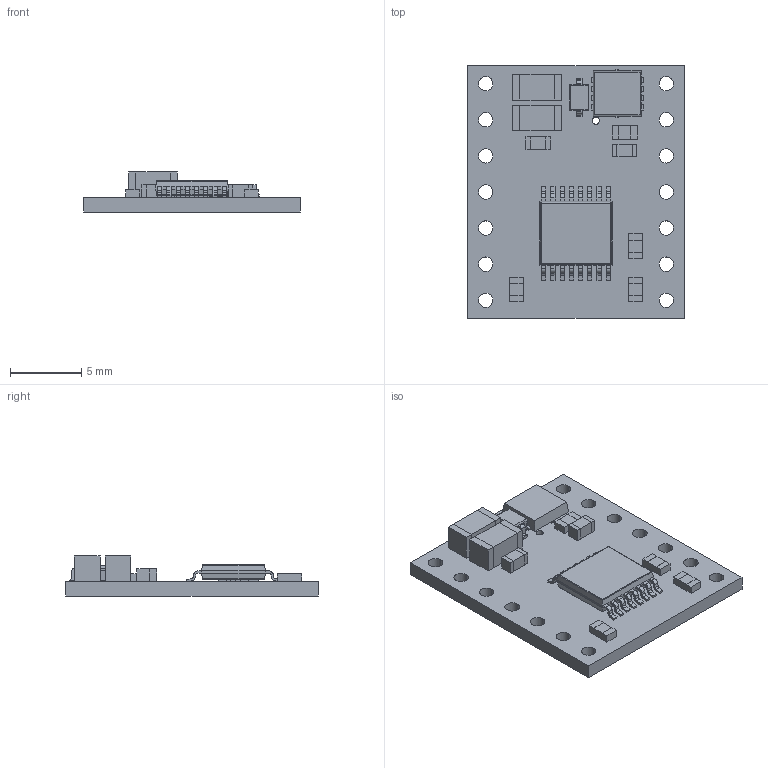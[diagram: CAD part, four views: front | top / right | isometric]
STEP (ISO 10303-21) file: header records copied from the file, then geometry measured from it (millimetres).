
FILE_DESCRIPTION (( 'STEP AP214' ), '1' );
FILE_NAME ('tb67h453fng-single-brushed-dc-motor-driver-carrier.step', '2025-03-05T01:31:43', ( '' ), ( '' ), 'SwSTEP 2.0', 'SolidWorks 2025', '' );
FILE_SCHEMA (( 'AUTOMOTIVE_DESIGN' ));
Length unit declared in the file: millimetre
Products named in the file (1): tb67h453fng-single-brushed-dc-motor-driver-carrier
Bounding box: 15.24 x 17.78 x 2.82 mm (x, y, z)
Volume: 328.6 mm3; surface area: 800.8 mm2
Topology: 1 solids, 1 shells, 869 faces, 2392 edges, 1556 vertices
Faces by surface type: plane 596, bspline 163, cylinder 110
Entity records: 42637 total; most frequent: CARTESIAN_POINT 11981, ORIENTED_EDGE 4784, DIRECTION 3652, EDGE_CURVE 2392, VECTOR 1830, LINE 1830, VERTEX_POINT 1556, EDGE_LOOP 972
